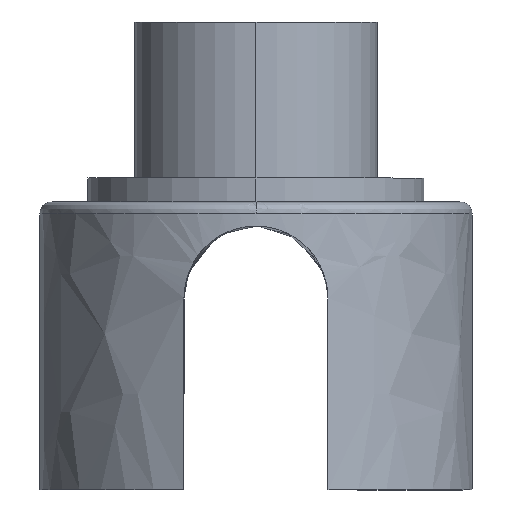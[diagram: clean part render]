
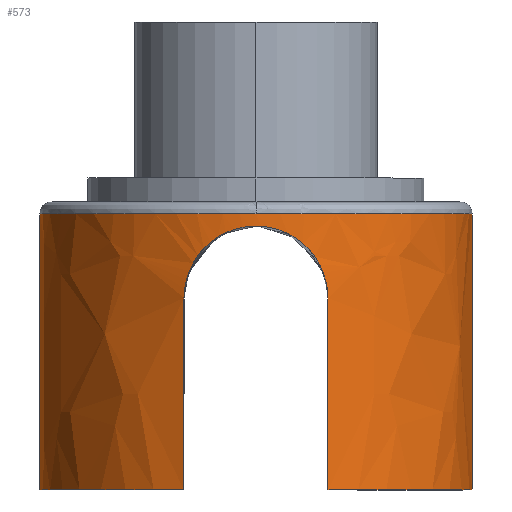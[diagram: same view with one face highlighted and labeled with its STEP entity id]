
A CAD part, left-side view. The second image highlights one B-rep face of the part: STEP entity #573.
In plain terms, the highlighted free-form (B-spline) face has degree [3, 1] with [4, 2] control points.
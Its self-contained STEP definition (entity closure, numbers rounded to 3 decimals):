
#30=LINE('',#1133,#58);
#31=LINE('',#1143,#59);
#58=VECTOR('',#697,1000.);
#59=VECTOR('',#698,1000.);
#86=B_SPLINE_CURVE_WITH_KNOTS('',3,(#973,#974,#975,#976,#977,#978,#979),
 .UNSPECIFIED.,.F.,.F.,(4,1,1,1,4),(0.25,0.313,
0.375,0.438,0.5),.UNSPECIFIED.);
#91=B_SPLINE_CURVE_WITH_KNOTS('',3,(#1135,#1136,#1137,#1138,#1139,#1140,
#1141),.UNSPECIFIED.,.F.,.F.,(4,1,1,1,4),(0.009,0.011,
0.014,0.016,0.019),.UNSPECIFIED.);
#92=B_SPLINE_CURVE_WITH_KNOTS('',3,(#1146,#1147,#1148,#1149,#1150,#1151,
#1152),.UNSPECIFIED.,.F.,.F.,(4,1,1,1,4),(0.25,0.313,0.375,0.438,0.5),
 .UNSPECIFIED.);
#102=(
BOUNDED_CURVE()
B_SPLINE_CURVE(1,(#1023,#1024),.UNSPECIFIED.,.F.,.F.)
B_SPLINE_CURVE_WITH_KNOTS((2,2),(0.,1.),.PIECEWISE_BEZIER_KNOTS.)
CURVE()
GEOMETRIC_REPRESENTATION_ITEM()
RATIONAL_B_SPLINE_CURVE((1.,1.))
REPRESENTATION_ITEM('')
);
#103=(
BOUNDED_CURVE()
B_SPLINE_CURVE(1,(#1033,#1034),.UNSPECIFIED.,.F.,.F.)
B_SPLINE_CURVE_WITH_KNOTS((2,2),(0.,1.),.PIECEWISE_BEZIER_KNOTS.)
CURVE()
GEOMETRIC_REPRESENTATION_ITEM()
RATIONAL_B_SPLINE_CURVE((1.,1.))
REPRESENTATION_ITEM('')
);
#148=ORIENTED_EDGE('',*,*,#301,.F.);
#149=ORIENTED_EDGE('',*,*,#325,.F.);
#150=ORIENTED_EDGE('',*,*,#326,.T.);
#151=ORIENTED_EDGE('',*,*,#327,.T.);
#152=ORIENTED_EDGE('',*,*,#328,.T.);
#153=ORIENTED_EDGE('',*,*,#329,.F.);
#154=ORIENTED_EDGE('',*,*,#303,.T.);
#155=ORIENTED_EDGE('',*,*,#330,.T.);
#156=ORIENTED_EDGE('',*,*,#294,.T.);
#294=EDGE_CURVE('',#385,#384,#86,.F.);
#301=EDGE_CURVE('',#390,#384,#102,.T.);
#303=EDGE_CURVE('',#393,#392,#103,.T.);
#325=EDGE_CURVE('',#412,#390,#458,.F.);
#326=EDGE_CURVE('',#412,#413,#30,.T.);
#327=EDGE_CURVE('',#413,#414,#91,.T.);
#328=EDGE_CURVE('',#414,#415,#31,.F.);
#329=EDGE_CURVE('',#393,#415,#459,.F.);
#330=EDGE_CURVE('',#392,#385,#92,.T.);
#384=VERTEX_POINT('',#972);
#385=VERTEX_POINT('',#980);
#390=VERTEX_POINT('',#1021);
#392=VERTEX_POINT('',#1032);
#393=VERTEX_POINT('',#1035);
#412=VERTEX_POINT('',#1132);
#413=VERTEX_POINT('',#1134);
#414=VERTEX_POINT('',#1142);
#415=VERTEX_POINT('',#1144);
#458=CIRCLE('',#631,9.);
#459=CIRCLE('',#632,9.);
#485=EDGE_LOOP('',(#148,#149,#150,#151,#152,#153,#154,#155,#156));
#521=FACE_BOUND('',#485,.T.);
#557=(
BOUNDED_SURFACE()
B_SPLINE_SURFACE(3,1,((#1123,#1124),(#1125,#1126),(#1127,#1128),(#1129,
#1130)),.CYLINDRICAL_SURF.,.F.,.F.,.F.)
B_SPLINE_SURFACE_WITH_KNOTS((4,4),(2,2),(0.5,1.),(0.045,0.955),
 .PIECEWISE_BEZIER_KNOTS.)
GEOMETRIC_REPRESENTATION_ITEM()
RATIONAL_B_SPLINE_SURFACE(((1.,1.),(0.333,0.333),
(0.333,0.333),(1.,1.)))
REPRESENTATION_ITEM('')
SURFACE()
);
#573=ADVANCED_FACE('',(#521),#557,.T.);
#631=AXIS2_PLACEMENT_3D('',#1131,#695,#696);
#632=AXIS2_PLACEMENT_3D('',#1145,#699,#700);
#695=DIRECTION('',(0.,0.,1.));
#696=DIRECTION('',(0.,-1.,0.));
#697=DIRECTION('',(0.,0.,1.));
#698=DIRECTION('',(0.,0.,1.));
#699=DIRECTION('',(0.,0.,1.));
#700=DIRECTION('',(0.,-1.,0.));
#972=CARTESIAN_POINT('',(0.,9.,-25.5));
#973=CARTESIAN_POINT('',(0.,9.,-25.5));
#974=CARTESIAN_POINT('',(-1.5,9.,-25.5));
#975=CARTESIAN_POINT('',(-4.482,8.203,-25.5));
#976=CARTESIAN_POINT('',(-7.475,5.438,-25.5));
#977=CARTESIAN_POINT('',(-8.819,2.445,-25.5));
#978=CARTESIAN_POINT('',(-9.,0.75,-25.5));
#979=CARTESIAN_POINT('',(-9.,0.,-25.5));
#980=CARTESIAN_POINT('',(-9.,0.,-25.5));
#1021=CARTESIAN_POINT('',(0.,9.,-37.));
#1023=CARTESIAN_POINT('',(0.,9.,-37.575));
#1024=CARTESIAN_POINT('',(0.,9.,-24.925));
#1032=CARTESIAN_POINT('',(0.,-9.,-25.5));
#1033=CARTESIAN_POINT('',(0.,-9.,-37.575));
#1034=CARTESIAN_POINT('',(0.,-9.,-24.925));
#1035=CARTESIAN_POINT('',(0.,-9.,-37.));
#1123=CARTESIAN_POINT('',(0.,9.,-37.));
#1124=CARTESIAN_POINT('',(0.,9.,-25.5));
#1125=CARTESIAN_POINT('',(-18.,9.,-37.));
#1126=CARTESIAN_POINT('',(-18.,9.,-25.5));
#1127=CARTESIAN_POINT('',(-18.,-9.,-37.));
#1128=CARTESIAN_POINT('',(-18.,-9.,-25.5));
#1129=CARTESIAN_POINT('',(0.,-9.,-37.));
#1130=CARTESIAN_POINT('',(0.,-9.,-25.5));
#1131=CARTESIAN_POINT('',(0.,0.,-37.));
#1132=CARTESIAN_POINT('',(-8.485,3.,-37.));
#1133=CARTESIAN_POINT('',(-8.485,3.,-32.002));
#1134=CARTESIAN_POINT('',(-8.485,3.,-29.));
#1135=CARTESIAN_POINT('',(-8.485,3.,-29.));
#1136=CARTESIAN_POINT('',(-8.485,3.,-28.201));
#1137=CARTESIAN_POINT('',(-8.75,2.349,-26.656));
#1138=CARTESIAN_POINT('',(-9.125,0.004,-25.672));
#1139=CARTESIAN_POINT('',(-8.75,-2.353,-26.654));
#1140=CARTESIAN_POINT('',(-8.485,-3.,-28.209));
#1141=CARTESIAN_POINT('',(-8.485,-3.,-29.));
#1142=CARTESIAN_POINT('',(-8.485,-3.,-29.));
#1143=CARTESIAN_POINT('',(-8.485,-3.,-32.002));
#1144=CARTESIAN_POINT('',(-8.485,-3.,-37.));
#1145=CARTESIAN_POINT('',(0.,0.,-37.));
#1146=CARTESIAN_POINT('',(0.,-9.,-25.5));
#1147=CARTESIAN_POINT('',(-0.75,-9.,-25.5));
#1148=CARTESIAN_POINT('',(-2.445,-8.819,-25.5));
#1149=CARTESIAN_POINT('',(-5.438,-7.475,-25.5));
#1150=CARTESIAN_POINT('',(-8.203,-4.482,-25.5));
#1151=CARTESIAN_POINT('',(-9.,-1.5,-25.5));
#1152=CARTESIAN_POINT('',(-9.,0.,-25.5));
